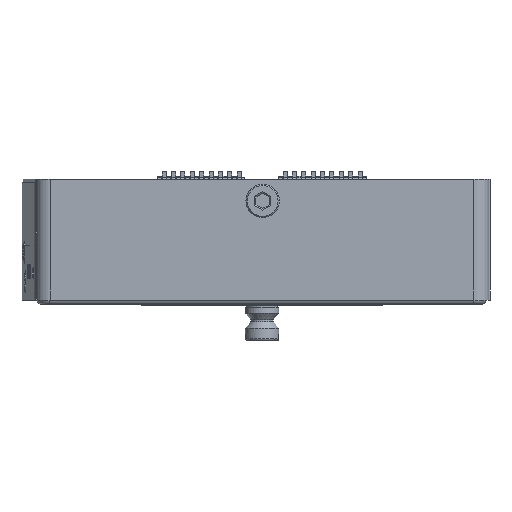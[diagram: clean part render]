
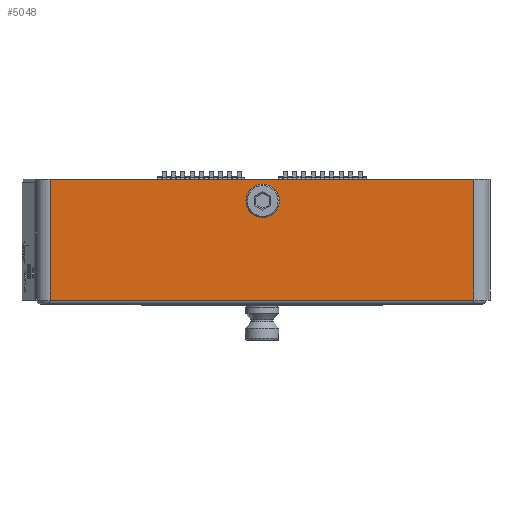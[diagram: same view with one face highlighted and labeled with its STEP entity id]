
A CAD part, left-side view. The second image highlights one B-rep face of the part: STEP entity #5048.
In plain terms, the highlighted planar face has unit normal (-1, 0, 0).
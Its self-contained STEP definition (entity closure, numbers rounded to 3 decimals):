
#26 = CARTESIAN_POINT ( 'NONE',  ( -86., 4.5, -11.25 ) ) ;
#471 = DIRECTION ( 'NONE',  ( 1., 0., 0. ) ) ;
#655 = CARTESIAN_POINT ( 'NONE',  ( -86., 47.025, 7.25 ) ) ;
#1846 = VERTEX_POINT ( 'NONE', #655 ) ;
#5048 = ADVANCED_FACE ( 'NONE', ( #19571, #9093 ), #22440, .T. ) ;
#5107 = VECTOR ( 'NONE', #38171, 1000. ) ;
#5192 = LINE ( 'NONE', #9991, #5107 ) ;
#6369 = ORIENTED_EDGE ( 'NONE', *, *, #45133, .T. ) ;
#6794 = EDGE_CURVE ( 'NONE', #38793, #21687, #41099, .T. ) ;
#9093 = FACE_OUTER_BOUND ( 'NONE', #19500, .T. ) ;
#9991 = CARTESIAN_POINT ( 'NONE',  ( -86., 4.5, 11.25 ) ) ;
#10531 = VERTEX_POINT ( 'NONE', #35501 ) ;
#11379 = AXIS2_PLACEMENT_3D ( 'NONE', #21000, #20993, #20902 ) ;
#13126 = CARTESIAN_POINT ( 'NONE',  ( -86., 4.5, 11.25 ) ) ;
#16673 = EDGE_LOOP ( 'NONE', ( #32083 ) ) ;
#17925 = CARTESIAN_POINT ( 'NONE',  ( -86., 83.5, -11.25 ) ) ;
#19277 = ORIENTED_EDGE ( 'NONE', *, *, #6794, .T. ) ;
#19500 = EDGE_LOOP ( 'NONE', ( #28023, #45473, #19277, #6369 ) ) ;
#19571 = FACE_BOUND ( 'NONE', #16673, .T. ) ;
#19597 = CARTESIAN_POINT ( 'NONE',  ( -86., 4.5, -11.25 ) ) ;
#20583 = DIRECTION ( 'NONE',  ( 0., -1., 0. ) ) ;
#20902 = DIRECTION ( 'NONE',  ( 0., 0., 1. ) ) ;
#20993 = DIRECTION ( 'NONE',  ( -1., 0., 0. ) ) ;
#21000 = CARTESIAN_POINT ( 'NONE',  ( -86., 4.5, -11.25 ) ) ;
#21687 = VERTEX_POINT ( 'NONE', #45595 ) ;
#21829 = CARTESIAN_POINT ( 'NONE',  ( -86., 43.9, 7.25 ) ) ;
#22440 = PLANE ( 'NONE',  #11379 ) ;
#23974 = CARTESIAN_POINT ( 'NONE',  ( -86., 83.5, -11.25 ) ) ;
#24821 = LINE ( 'NONE', #19597, #43417 ) ;
#25340 = DIRECTION ( 'NONE',  ( 0., 1., 0. ) ) ;
#25778 = EDGE_CURVE ( 'NONE', #38793, #10531, #41675, .T. ) ;
#27790 = VECTOR ( 'NONE', #38893, 1000. ) ;
#28023 = ORIENTED_EDGE ( 'NONE', *, *, #28045, .F. ) ;
#28045 = EDGE_CURVE ( 'NONE', #10531, #37215, #5192, .T. ) ;
#32083 = ORIENTED_EDGE ( 'NONE', *, *, #39473, .T. ) ;
#35501 = CARTESIAN_POINT ( 'NONE',  ( -86., 83.5, 11.25 ) ) ;
#37215 = VERTEX_POINT ( 'NONE', #13126 ) ;
#38171 = DIRECTION ( 'NONE',  ( 0., -1., 0. ) ) ;
#38793 = VERTEX_POINT ( 'NONE', #23974 ) ;
#38893 = DIRECTION ( 'NONE',  ( 0., 0., 1. ) ) ;
#39188 = VECTOR ( 'NONE', #20583, 1000. ) ;
#39473 = EDGE_CURVE ( 'NONE', #1846, #1846, #45613, .T. ) ;
#41099 = LINE ( 'NONE', #26, #39188 ) ;
#41675 = LINE ( 'NONE', #17925, #27790 ) ;
#43417 = VECTOR ( 'NONE', #44122, 1000. ) ;
#43732 = AXIS2_PLACEMENT_3D ( 'NONE', #21829, #471, #25340 ) ;
#44122 = DIRECTION ( 'NONE',  ( 0., 0., 1. ) ) ;
#45133 = EDGE_CURVE ( 'NONE', #21687, #37215, #24821, .T. ) ;
#45473 = ORIENTED_EDGE ( 'NONE', *, *, #25778, .F. ) ;
#45595 = CARTESIAN_POINT ( 'NONE',  ( -86., 4.5, -11.25 ) ) ;
#45613 = CIRCLE ( 'NONE', #43732, 3.125 ) ;
